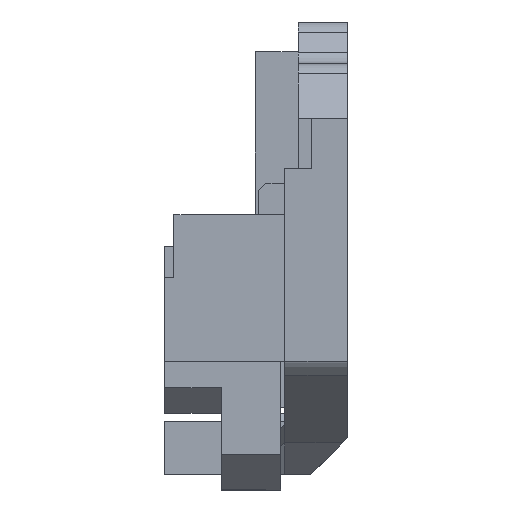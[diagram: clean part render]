
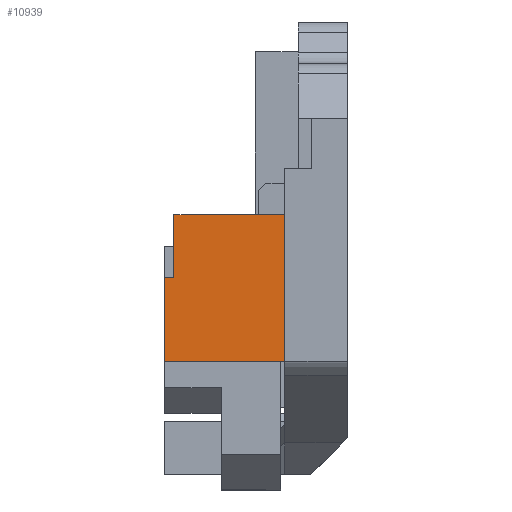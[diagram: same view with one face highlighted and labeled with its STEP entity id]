
A CAD part, front view. The second image highlights one B-rep face of the part: STEP entity #10939.
In plain terms, the highlighted planar face has unit normal (0, -1, 0).
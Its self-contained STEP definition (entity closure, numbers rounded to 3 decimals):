
#681=FACE_OUTER_BOUND('',#1370,.T.);
#1370=EDGE_LOOP('',(#8921,#8922,#8923,#8924,#8925,#8926));
#2523=LINE('',#16782,#3920);
#2559=LINE('',#16861,#3956);
#2641=LINE('',#17062,#4038);
#2648=LINE('',#17074,#4045);
#2649=LINE('',#17076,#4046);
#2650=LINE('',#17077,#4047);
#3920=VECTOR('',#13644,10.);
#3956=VECTOR('',#13698,10.);
#4038=VECTOR('',#13848,10.);
#4045=VECTOR('',#13857,10.);
#4046=VECTOR('',#13860,10.);
#4047=VECTOR('',#13861,10.);
#5105=VERTEX_POINT('',#16780);
#5106=VERTEX_POINT('',#16781);
#5139=VERTEX_POINT('',#16858);
#5140=VERTEX_POINT('',#16860);
#5223=VERTEX_POINT('',#17058);
#5225=VERTEX_POINT('',#17061);
#6399=EDGE_CURVE('',#5105,#5106,#2523,.T.);
#6437=EDGE_CURVE('',#5140,#5139,#2559,.T.);
#6536=EDGE_CURVE('',#5223,#5225,#2641,.T.);
#6543=EDGE_CURVE('',#5140,#5223,#2648,.T.);
#6544=EDGE_CURVE('',#5139,#5105,#2649,.T.);
#6545=EDGE_CURVE('',#5106,#5225,#2650,.T.);
#8921=ORIENTED_EDGE('',*,*,#6543,.F.);
#8922=ORIENTED_EDGE('',*,*,#6437,.T.);
#8923=ORIENTED_EDGE('',*,*,#6544,.T.);
#8924=ORIENTED_EDGE('',*,*,#6399,.T.);
#8925=ORIENTED_EDGE('',*,*,#6545,.T.);
#8926=ORIENTED_EDGE('',*,*,#6536,.F.);
#10367=PLANE('',#11647);
#10939=ADVANCED_FACE('',(#681),#10367,.F.);
#11647=AXIS2_PLACEMENT_3D('',#17075,#13858,#13859);
#13644=DIRECTION('',(0.,0.,1.));
#13698=DIRECTION('',(0.,0.,-1.));
#13848=DIRECTION('',(0.,0.,1.));
#13857=DIRECTION('',(1.,0.,0.));
#13858=DIRECTION('center_axis',(0.,1.,0.));
#13859=DIRECTION('ref_axis',(0.,0.,1.));
#13860=DIRECTION('',(1.,0.,0.));
#13861=DIRECTION('',(-1.,0.,0.));
#16780=CARTESIAN_POINT('',(11.664,-68.802,9.37));
#16781=CARTESIAN_POINT('',(11.664,-68.802,23.361));
#16782=CARTESIAN_POINT('',(11.664,-68.802,9.37));
#16858=CARTESIAN_POINT('',(0.164,-68.802,9.37));
#16860=CARTESIAN_POINT('',(0.164,-68.802,17.361));
#16861=CARTESIAN_POINT('',(0.164,-68.802,17.405));
#17058=CARTESIAN_POINT('',(1.064,-68.802,17.361));
#17061=CARTESIAN_POINT('',(1.064,-68.802,23.361));
#17062=CARTESIAN_POINT('',(1.064,-68.802,15.614));
#17074=CARTESIAN_POINT('',(-2.336,-68.802,17.361));
#17075=CARTESIAN_POINT('Origin',(-4.836,-68.802,17.361));
#17076=CARTESIAN_POINT('',(6.414,-68.802,9.37));
#17077=CARTESIAN_POINT('',(6.914,-68.802,23.361));
